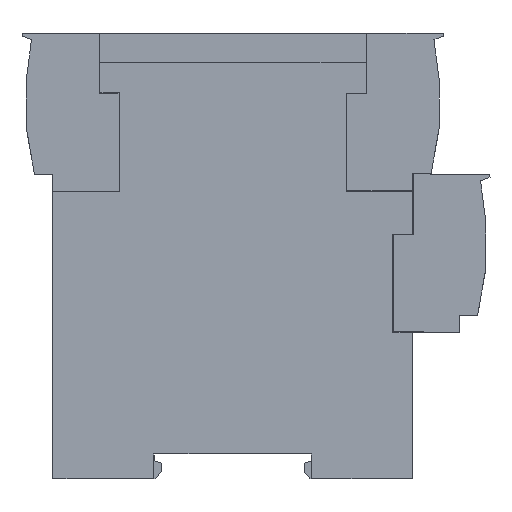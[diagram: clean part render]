
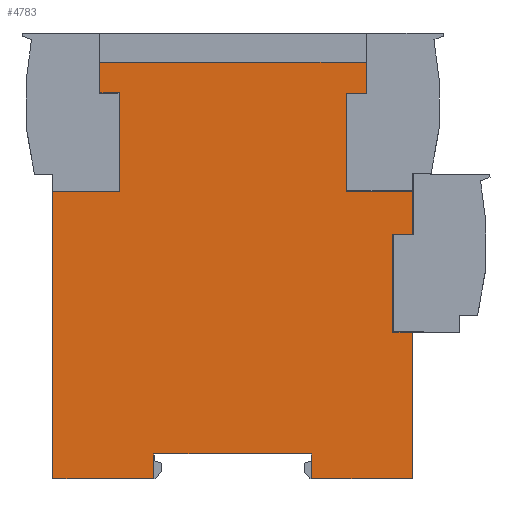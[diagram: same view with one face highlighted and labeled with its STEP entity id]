
A CAD part, left-side view. The second image highlights one B-rep face of the part: STEP entity #4783.
In plain terms, the highlighted planar face has unit normal (-1, 0, 0).
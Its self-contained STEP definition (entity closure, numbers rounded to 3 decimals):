
#4783=ADVANCED_FACE('NONE',(#5863),#5262,.T.);
#5262=PLANE('',#15817);
#5863=FACE_OUTER_BOUND('',#6496,.T.);
#6496=EDGE_LOOP('',(#9308,#9309,#9310,#9311,#9312,#9313,#9314,#9315,#9316,
#9317,#9318,#9319,#9320,#9321,#9322,#9323,#9324,#9325,#9326,#9327));
#9308=ORIENTED_EDGE('',*,*,#11868,.T.);
#9309=ORIENTED_EDGE('',*,*,#11840,.T.);
#9310=ORIENTED_EDGE('',*,*,#11855,.T.);
#9311=ORIENTED_EDGE('',*,*,#11848,.T.);
#9312=ORIENTED_EDGE('',*,*,#11861,.T.);
#9313=ORIENTED_EDGE('',*,*,#11865,.T.);
#9314=ORIENTED_EDGE('',*,*,#11871,.F.);
#9315=ORIENTED_EDGE('',*,*,#11852,.F.);
#9316=ORIENTED_EDGE('',*,*,#11844,.F.);
#9317=ORIENTED_EDGE('',*,*,#12453,.F.);
#9318=ORIENTED_EDGE('',*,*,#12516,.T.);
#9319=ORIENTED_EDGE('',*,*,#12517,.T.);
#9320=ORIENTED_EDGE('',*,*,#12514,.T.);
#9321=ORIENTED_EDGE('',*,*,#12518,.T.);
#9322=ORIENTED_EDGE('',*,*,#12489,.F.);
#9323=ORIENTED_EDGE('',*,*,#12519,.T.);
#9324=ORIENTED_EDGE('',*,*,#12520,.T.);
#9325=ORIENTED_EDGE('',*,*,#12473,.T.);
#9326=ORIENTED_EDGE('',*,*,#11857,.T.);
#9327=ORIENTED_EDGE('',*,*,#11872,.T.);
#10548=VERTEX_POINT('',#21035);
#10549=VERTEX_POINT('',#21036);
#10552=VERTEX_POINT('',#21044);
#10553=VERTEX_POINT('',#21045);
#10556=VERTEX_POINT('',#21053);
#10557=VERTEX_POINT('',#21054);
#10560=VERTEX_POINT('',#21062);
#10562=VERTEX_POINT('',#21071);
#10563=VERTEX_POINT('',#21072);
#10566=VERTEX_POINT('',#21080);
#10568=VERTEX_POINT('',#21086);
#10571=VERTEX_POINT('',#21094);
#10877=VERTEX_POINT('',#23330);
#10886=VERTEX_POINT('',#23367);
#10896=VERTEX_POINT('',#23399);
#10897=VERTEX_POINT('',#23400);
#10910=VERTEX_POINT('',#23445);
#10911=VERTEX_POINT('',#23447);
#10912=VERTEX_POINT('',#23451);
#10913=VERTEX_POINT('',#23455);
#11840=EDGE_CURVE('NONE',#10548,#10549,#13292,.T.);
#11844=EDGE_CURVE('NONE',#10552,#10553,#13296,.T.);
#11848=EDGE_CURVE('NONE',#10556,#10557,#13300,.T.);
#11852=EDGE_CURVE('NONE',#10553,#10560,#13304,.T.);
#11855=EDGE_CURVE('NONE',#10549,#10556,#13307,.T.);
#11857=EDGE_CURVE('NONE',#10562,#10563,#13309,.T.);
#11861=EDGE_CURVE('NONE',#10557,#10566,#13313,.T.);
#11865=EDGE_CURVE('NONE',#10566,#10568,#13317,.T.);
#11868=EDGE_CURVE('NONE',#10571,#10548,#13320,.T.);
#11871=EDGE_CURVE('NONE',#10560,#10568,#13323,.T.);
#11872=EDGE_CURVE('NONE',#10563,#10571,#13324,.T.);
#12453=EDGE_CURVE('NONE',#10877,#10552,#13736,.T.);
#12473=EDGE_CURVE('NONE',#10886,#10562,#13756,.T.);
#12489=EDGE_CURVE('NONE',#10896,#10897,#13772,.T.);
#12514=EDGE_CURVE('NONE',#10911,#10910,#13797,.T.);
#12516=EDGE_CURVE('NONE',#10877,#10912,#13799,.T.);
#12517=EDGE_CURVE('NONE',#10912,#10911,#13800,.T.);
#12518=EDGE_CURVE('NONE',#10910,#10897,#13801,.T.);
#12519=EDGE_CURVE('NONE',#10896,#10913,#13802,.T.);
#12520=EDGE_CURVE('NONE',#10913,#10886,#13803,.T.);
#13292=LINE('',#21034,#14575);
#13296=LINE('',#21043,#14579);
#13300=LINE('',#21052,#14583);
#13304=LINE('',#21061,#14587);
#13307=LINE('',#21067,#14590);
#13309=LINE('',#21070,#14592);
#13313=LINE('',#21079,#14596);
#13317=LINE('',#21088,#14600);
#13320=LINE('',#21093,#14603);
#13323=LINE('',#21098,#14606);
#13324=LINE('',#21100,#14607);
#13736=LINE('',#23329,#15034);
#13756=LINE('',#23366,#15054);
#13772=LINE('',#23398,#15070);
#13797=LINE('',#23446,#15095);
#13799=LINE('',#23450,#15097);
#13800=LINE('',#23452,#15098);
#13801=LINE('',#23453,#15099);
#13802=LINE('',#23454,#15100);
#13803=LINE('',#23456,#15101);
#14575=VECTOR('',#17174,1.);
#14579=VECTOR('',#17180,1.);
#14583=VECTOR('',#17186,1.);
#14587=VECTOR('',#17192,1.);
#14590=VECTOR('',#17197,1.);
#14592=VECTOR('',#17201,1.);
#14596=VECTOR('',#17207,1.);
#14600=VECTOR('',#17213,1.);
#14603=VECTOR('',#17218,1.);
#14606=VECTOR('',#17223,1.);
#14607=VECTOR('',#17226,1.);
#15034=VECTOR('',#18169,1.);
#15054=VECTOR('',#18205,1.);
#15070=VECTOR('',#18233,1.);
#15095=VECTOR('',#18274,1.);
#15097=VECTOR('',#18278,1.);
#15098=VECTOR('',#18279,1.);
#15099=VECTOR('',#18280,1.);
#15100=VECTOR('',#18281,1.);
#15101=VECTOR('',#18282,1.);
#15817=AXIS2_PLACEMENT_3D('',#23457,#18283,#18284);
#17174=DIRECTION('',(0.,1.,0.));
#17180=DIRECTION('',(0.,0.,1.));
#17186=DIRECTION('',(0.,-1.,0.));
#17192=DIRECTION('',(0.,1.,0.));
#17197=DIRECTION('',(0.,-0.002,1.));
#17201=DIRECTION('',(0.,-0.002,1.));
#17207=DIRECTION('',(0.,0.,1.));
#17213=DIRECTION('',(0.,1.,0.));
#17218=DIRECTION('',(0.,0.,1.));
#17223=DIRECTION('',(0.,0.,1.));
#17226=DIRECTION('',(0.,-1.,0.));
#18169=DIRECTION('',(0.,-1.,0.));
#18205=DIRECTION('',(0.,1.,0.));
#18233=DIRECTION('',(0.,0.,1.));
#18274=DIRECTION('',(0.,0.,1.));
#18278=DIRECTION('',(0.,0.,-1.));
#18279=DIRECTION('',(0.,-1.,0.));
#18280=DIRECTION('',(0.,-1.,0.));
#18281=DIRECTION('',(0.,-1.,0.));
#18282=DIRECTION('',(0.,0.,1.));
#18283=DIRECTION('',(-1.,0.,0.));
#18284=DIRECTION('',(0.,0.,1.));
#21034=CARTESIAN_POINT('',(0.,15.8,58.7));
#21035=CARTESIAN_POINT('',(0.,15.8,58.7));
#21036=CARTESIAN_POINT('',(0.,29.35,58.7));
#21043=CARTESIAN_POINT('',(0.,75.6,58.7));
#21044=CARTESIAN_POINT('',(0.,75.6,58.6));
#21045=CARTESIAN_POINT('',(0.,75.6,78.8));
#21052=CARTESIAN_POINT('',(0.,29.3,78.7));
#21053=CARTESIAN_POINT('',(0.,29.3,78.7));
#21054=CARTESIAN_POINT('',(0.,25.3,78.7));
#21061=CARTESIAN_POINT('',(0.,75.7,78.8));
#21062=CARTESIAN_POINT('',(0.,79.6,78.8));
#21067=CARTESIAN_POINT('',(0.,29.35,58.7));
#21070=CARTESIAN_POINT('',(0.,19.85,29.9));
#21071=CARTESIAN_POINT('',(0.,19.85,29.9));
#21072=CARTESIAN_POINT('',(0.,19.8,49.9));
#21079=CARTESIAN_POINT('',(0.,25.3,78.7));
#21080=CARTESIAN_POINT('',(0.,25.3,85.));
#21086=CARTESIAN_POINT('',(0.,79.6,85.));
#21088=CARTESIAN_POINT('',(0.,14.681,85.));
#21093=CARTESIAN_POINT('',(0.,15.8,49.9));
#21094=CARTESIAN_POINT('',(0.,15.8,49.9));
#21098=CARTESIAN_POINT('',(0.,79.6,78.7));
#21100=CARTESIAN_POINT('',(0.,19.8,49.9));
#23329=CARTESIAN_POINT('',(0.,89.2,58.6));
#23330=CARTESIAN_POINT('',(0.,89.2,58.6));
#23366=CARTESIAN_POINT('',(0.,13.55,29.9));
#23367=CARTESIAN_POINT('',(0.,15.8,29.9));
#23398=CARTESIAN_POINT('',(0.,36.4,-34.9));
#23399=CARTESIAN_POINT('',(0.,36.4,0.));
#23400=CARTESIAN_POINT('',(0.,36.4,5.1));
#23445=CARTESIAN_POINT('',(0.,68.6,5.1));
#23446=CARTESIAN_POINT('',(0.,68.6,-34.9));
#23447=CARTESIAN_POINT('',(0.,68.6,0.));
#23450=CARTESIAN_POINT('',(0.,89.2,-0.1));
#23451=CARTESIAN_POINT('',(0.,89.2,0.));
#23452=CARTESIAN_POINT('',(0.,14.681,0.));
#23453=CARTESIAN_POINT('',(0.,14.681,5.1));
#23454=CARTESIAN_POINT('',(0.,14.681,0.));
#23455=CARTESIAN_POINT('',(0.,15.8,0.));
#23456=CARTESIAN_POINT('',(0.,15.8,-0.1));
#23457=CARTESIAN_POINT('',(0.,14.681,-0.1));
